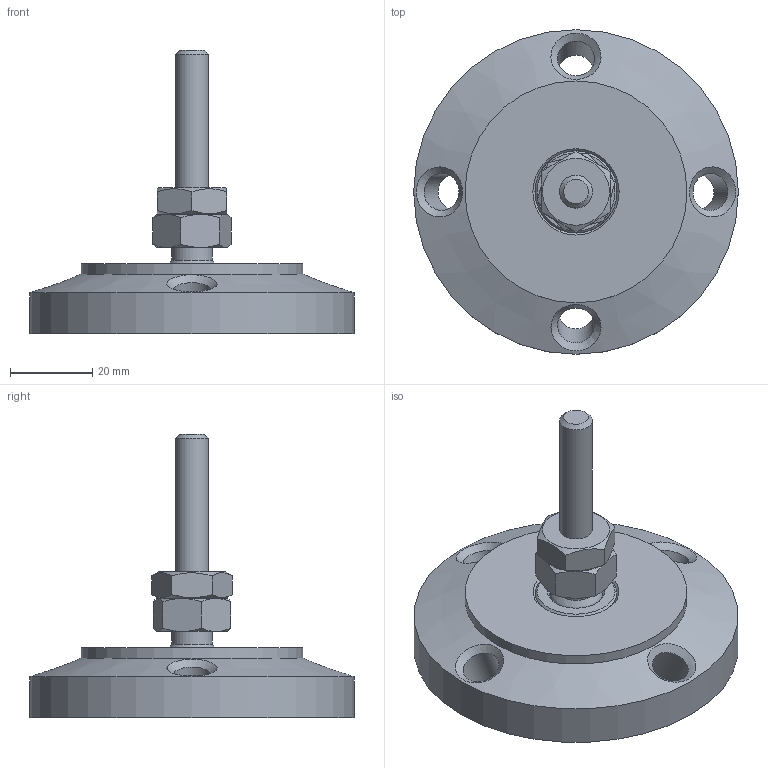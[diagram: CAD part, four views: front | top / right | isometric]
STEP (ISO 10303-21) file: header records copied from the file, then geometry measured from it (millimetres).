
FILE_DESCRIPTION(/* description */ ('GK Stellf. Stahl verz. D 79 SVB'),/* implementation_level */ '2;1');
FILE_NAME(/* name */ 'SF0415V.stp',/* time_stamp */ '2015-12-22T13:22:51+01:00',/* author */ ('Marina Kaa'),/* organization */ (''),/* preprocessor_version */ 'ST-DEVELOPER v15.6',/* originating_system */ 'Autodesk Inventor 2015',/* authorisation */ '');
FILE_SCHEMA (('AUTOMOTIVE_DESIGN { 1 0 10303 214 3 1 1 }'));
Length unit declared in the file: millimetre
Products named in the file (5): ME9601441_A; ME1501000_A; ME14080630375_A; MK1700010_A; SF0415V_A
Bounding box: 79 x 79 x 69.03 mm (x, y, z)
Volume: 72608.3 mm3; surface area: 19741.1 mm2
Topology: 4 solids, 4 shells, 69 faces, 159 edges, 102 vertices
Faces by surface type: plane 25, cone 23, cylinder 15, bspline 4, sphere 2
Full cylindrical faces by diameter (mm): 6.647 x1, 8 x1, 9 x4, 9.9 x1, 12.95 x1, 20 x4, 21 x1, 54 x1, 79 x1
Entity records: 2284 total; most frequent: CARTESIAN_POINT 860, DIRECTION 268, ORIENTED_EDGE 240, AXIS2_PLACEMENT_3D 122, EDGE_CURVE 120, EDGE_LOOP 112, VERTEX_POINT 92, ADVANCED_FACE 69
